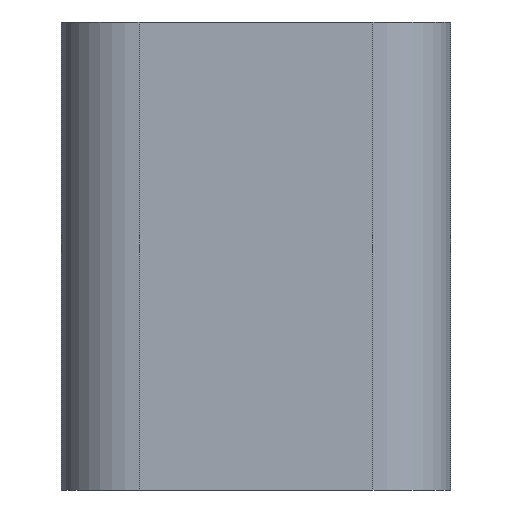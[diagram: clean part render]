
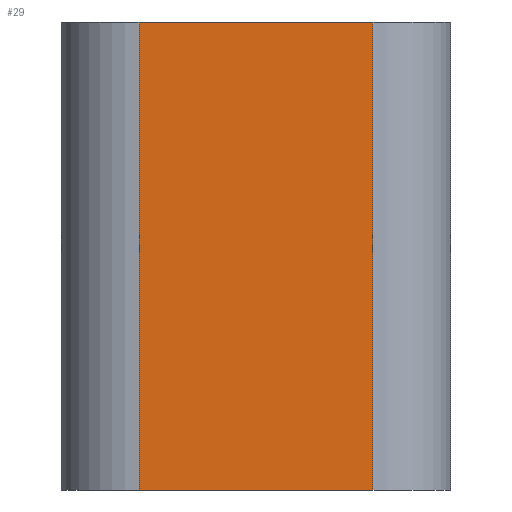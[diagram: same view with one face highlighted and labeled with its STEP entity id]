
A CAD part, left-side view. The second image highlights one B-rep face of the part: STEP entity #29.
In plain terms, the highlighted planar face has unit normal (-1, 0, 0).
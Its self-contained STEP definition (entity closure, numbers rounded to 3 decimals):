
#29=ADVANCED_FACE('',(#43),#145,.T.);
#43=FACE_OUTER_BOUND('',#61,.F.);
#61=EDGE_LOOP('',(#109,#110,#111,#112));
#109=ORIENTED_EDGE('',*,*,#175,.T.);
#110=ORIENTED_EDGE('',*,*,#194,.F.);
#111=ORIENTED_EDGE('',*,*,#187,.F.);
#112=ORIENTED_EDGE('',*,*,#195,.T.);
#145=PLANE('',#326);
#175=EDGE_CURVE('',#273,#274,#209,.T.);
#187=EDGE_CURVE('',#261,#262,#217,.T.);
#194=EDGE_CURVE('',#262,#274,#222,.T.);
#195=EDGE_CURVE('',#261,#273,#223,.T.);
#209=LINE('',#450,#237);
#217=LINE('',#462,#245);
#222=LINE('',#469,#250);
#223=LINE('',#470,#251);
#237=VECTOR('',#350,3.);
#245=VECTOR('',#366,3.);
#250=VECTOR('',#375,6.);
#251=VECTOR('',#376,6.);
#261=VERTEX_POINT('',#420);
#262=VERTEX_POINT('',#421);
#273=VERTEX_POINT('',#432);
#274=VERTEX_POINT('',#433);
#326=AXIS2_PLACEMENT_3D('',#484,#396,#397);
#350=DIRECTION('',(0.,-1.,0.));
#366=DIRECTION('',(0.,-1.,0.));
#375=DIRECTION('',(0.,0.,1.));
#376=DIRECTION('',(0.,0.,1.));
#396=DIRECTION('',(-1.,0.,0.));
#397=DIRECTION('',(0.,-1.,0.));
#420=CARTESIAN_POINT('',(-1.,3.,0.));
#421=CARTESIAN_POINT('',(-1.,0.,0.));
#432=CARTESIAN_POINT('',(-1.,3.,6.));
#433=CARTESIAN_POINT('',(-1.,0.,6.));
#450=CARTESIAN_POINT('',(-1.,3.,6.));
#462=CARTESIAN_POINT('',(-1.,3.,0.));
#469=CARTESIAN_POINT('',(-1.,0.,0.));
#470=CARTESIAN_POINT('',(-1.,3.,0.));
#484=CARTESIAN_POINT('',(-1.,3.06,-0.06));
